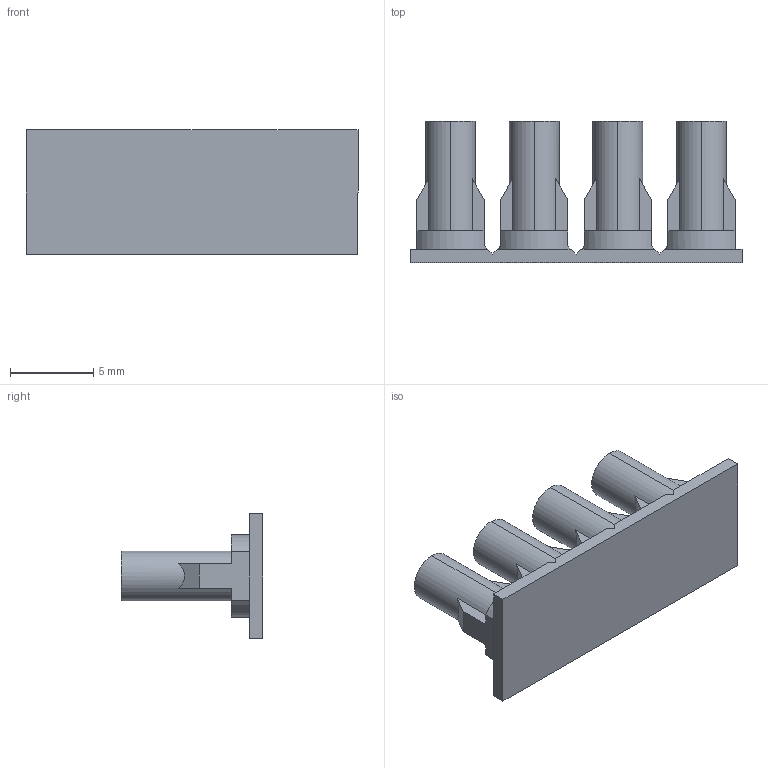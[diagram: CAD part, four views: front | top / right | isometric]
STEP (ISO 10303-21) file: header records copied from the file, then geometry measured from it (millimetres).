
FILE_DESCRIPTION (( 'STEP AP214' ), '1' );
FILE_NAME ('43566.step', '2014-05-29T09:10:20', ( '' ), ( '' ), 'SwSTEP 2.0', 'SolidWorks 2013', '' );
FILE_SCHEMA (( 'AUTOMOTIVE_DESIGN' ));
Length unit declared in the file: millimetre
Products named in the file (1): 43566
Bounding box: 20 x 8.5 x 7.5 mm (x, y, z)
Volume: 368.9 mm3; surface area: 779.2 mm2
Topology: 1 solids, 1 shells, 97 faces, 269 edges, 178 vertices
Faces by surface type: plane 61, cylinder 20, sphere 8, cone 8
Entity records: 3137 total; most frequent: CARTESIAN_POINT 605, ORIENTED_EDGE 538, DIRECTION 517, EDGE_CURVE 269, VERTEX_POINT 178, LINE 177, VECTOR 177, AXIS2_PLACEMENT_3D 170
